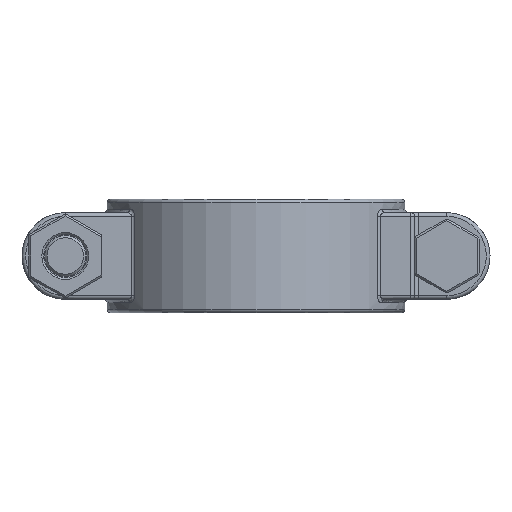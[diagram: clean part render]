
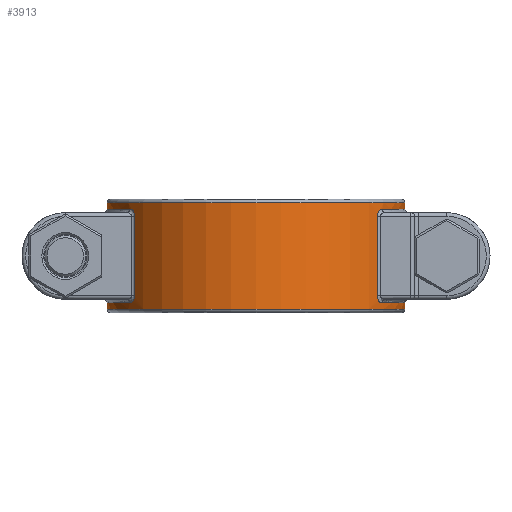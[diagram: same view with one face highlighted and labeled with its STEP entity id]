
A CAD part, front view. The second image highlights one B-rep face of the part: STEP entity #3913.
In plain terms, the highlighted cylindrical face has radius 32.334 mm (diameter 64.668 mm), a partial arc.
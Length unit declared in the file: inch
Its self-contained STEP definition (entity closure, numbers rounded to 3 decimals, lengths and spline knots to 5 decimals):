
#142=CARTESIAN_POINT('',(1.2726,0.03204,0.40125));
#143=VERTEX_POINT('',#142);
#162=CARTESIAN_POINT('',(1.07797,0.67713,0.40125));
#163=VERTEX_POINT('',#162);
#171=CARTESIAN_POINT('',(0.0,0.0,0.40125));
#172=DIRECTION('',(0.0,0.0,-1.0));
#173=DIRECTION('',(0.955,0.296,0.0));
#174=AXIS2_PLACEMENT_3D('',#171,#172,#173);
#175=CIRCLE('',#174,1.273);
#176=EDGE_CURVE('',#163,#143,#175,.T.);
#320=CARTESIAN_POINT('',(1.03716,0.73813,0.33875));
#321=VERTEX_POINT('',#320);
#329=CARTESIAN_POINT('',(1.03716,0.73813,0.33875));
#330=CARTESIAN_POINT('',(1.03716,0.73813,0.34388));
#331=CARTESIAN_POINT('',(1.03806,0.73686,0.35421));
#332=CARTESIAN_POINT('',(1.04184,0.73153,0.36827));
#333=CARTESIAN_POINT('',(1.04651,0.72482,0.3782));
#334=CARTESIAN_POINT('',(1.05309,0.71526,0.38824));
#335=CARTESIAN_POINT('',(1.06059,0.70412,0.3956));
#336=CARTESIAN_POINT('',(1.0699,0.68986,0.40034));
#337=CARTESIAN_POINT('',(1.07531,0.68137,0.40125));
#338=CARTESIAN_POINT('',(1.07797,0.67713,0.40125));
#339=B_SPLINE_CURVE_WITH_KNOTS('',3,(#329,#330,#331,#332,#333,#334,#335,#336,#337,#338),.UNSPECIFIED.,.F.,.U.,(4,1,1,1,1,1,1,4),(0.0,0.0391,0.07821,0.11731,0.13686,0.19552,0.23462,0.27373),.UNSPECIFIED.);
#340=EDGE_CURVE('',#321,#163,#339,.T.);
#408=CARTESIAN_POINT('',(1.03716,0.73813,-0.33875));
#409=VERTEX_POINT('',#408);
#417=CARTESIAN_POINT('',(1.03716,0.73813,-0.33875));
#418=DIRECTION('',(0.0,0.0,1.0));
#419=VECTOR('',#418,0.6775);
#420=LINE('',#417,#419);
#421=EDGE_CURVE('',#409,#321,#420,.T.);
#520=CARTESIAN_POINT('',(1.07797,0.67713,-0.40125));
#521=VERTEX_POINT('',#520);
#529=CARTESIAN_POINT('',(1.07797,0.67713,-0.40125));
#530=CARTESIAN_POINT('',(1.07265,0.68561,-0.40125));
#531=CARTESIAN_POINT('',(1.06446,0.69829,-0.39852));
#532=CARTESIAN_POINT('',(1.05435,0.71339,-0.38961));
#533=CARTESIAN_POINT('',(1.04861,0.72178,-0.38177));
#534=CARTESIAN_POINT('',(1.04468,0.72744,-0.37432));
#535=CARTESIAN_POINT('',(1.04121,0.7324,-0.36596));
#536=CARTESIAN_POINT('',(1.03807,0.73685,-0.35427));
#537=CARTESIAN_POINT('',(1.03716,0.73813,-0.34388));
#538=CARTESIAN_POINT('',(1.03716,0.73813,-0.33875));
#539=B_SPLINE_CURVE_WITH_KNOTS('',3,(#529,#530,#531,#532,#533,#534,#535,#536,#537,#538),.UNSPECIFIED.,.F.,.U.,(4,1,1,1,1,1,1,4),(0.0,0.0782,0.1173,0.1564,0.17595,0.1955,0.2346,0.2737),.UNSPECIFIED.);
#540=EDGE_CURVE('',#521,#409,#539,.T.);
#570=CARTESIAN_POINT('',(1.2726,0.03204,-0.40125));
#571=VERTEX_POINT('',#570);
#579=CARTESIAN_POINT('',(0.0,0.0,-0.40125));
#580=DIRECTION('',(0.0,0.0,1.0));
#581=DIRECTION('',(0.955,0.296,0.0));
#582=AXIS2_PLACEMENT_3D('',#579,#580,#581);
#583=CIRCLE('',#582,1.273);
#584=EDGE_CURVE('',#571,#521,#583,.T.);
#720=CARTESIAN_POINT('',(1.2726,0.03204,-0.45375));
#721=VERTEX_POINT('',#720);
#729=CARTESIAN_POINT('',(1.2726,0.03204,-0.45375));
#730=DIRECTION('',(0.0,0.0,1.0));
#731=VECTOR('',#730,0.0525);
#732=LINE('',#729,#731);
#733=EDGE_CURVE('',#721,#571,#732,.T.);
#886=CARTESIAN_POINT('',(-1.03716,0.73813,-0.33875));
#887=VERTEX_POINT('',#886);
#905=CARTESIAN_POINT('',(-1.03716,0.73813,0.33875));
#906=VERTEX_POINT('',#905);
#914=CARTESIAN_POINT('',(-1.03716,0.73813,0.33875));
#915=DIRECTION('',(0.0,0.0,-1.0));
#916=VECTOR('',#915,0.6775);
#917=LINE('',#914,#916);
#918=EDGE_CURVE('',#906,#887,#917,.T.);
#994=CARTESIAN_POINT('',(-1.07797,0.67713,-0.40125));
#995=VERTEX_POINT('',#994);
#1019=CARTESIAN_POINT('',(-1.03716,0.73813,-0.33875));
#1020=CARTESIAN_POINT('',(-1.03716,0.73813,-0.34388));
#1021=CARTESIAN_POINT('',(-1.03807,0.73685,-0.35427));
#1022=CARTESIAN_POINT('',(-1.04122,0.7324,-0.36598));
#1023=CARTESIAN_POINT('',(-1.04468,0.72745,-0.37433));
#1024=CARTESIAN_POINT('',(-1.05059,0.71892,-0.38554));
#1025=CARTESIAN_POINT('',(-1.0593,0.70611,-0.39497));
#1026=CARTESIAN_POINT('',(-1.06991,0.68985,-0.40033));
#1027=CARTESIAN_POINT('',(-1.07531,0.68137,-0.40125));
#1028=CARTESIAN_POINT('',(-1.07797,0.67713,-0.40125));
#1029=B_SPLINE_CURVE_WITH_KNOTS('',3,(#1019,#1020,#1021,#1022,#1023,#1024,#1025,#1026,#1027,#1028),.UNSPECIFIED.,.F.,.U.,(4,1,1,1,1,1,1,4),(0.,0.0391,0.0782,0.09775,0.1173,0.1955,0.2346,0.2737),.UNSPECIFIED.);
#1030=EDGE_CURVE('',#887,#995,#1029,.T.);
#1122=CARTESIAN_POINT('',(-1.07797,0.67713,0.40125));
#1123=VERTEX_POINT('',#1122);
#1131=CARTESIAN_POINT('',(-1.07797,0.67713,0.40125));
#1132=CARTESIAN_POINT('',(-1.07265,0.68561,0.40125));
#1133=CARTESIAN_POINT('',(-1.06446,0.69829,0.39852));
#1134=CARTESIAN_POINT('',(-1.05435,0.71339,0.38961));
#1135=CARTESIAN_POINT('',(-1.04861,0.72178,0.38177));
#1136=CARTESIAN_POINT('',(-1.04468,0.72744,0.37432));
#1137=CARTESIAN_POINT('',(-1.04121,0.7324,0.36596));
#1138=CARTESIAN_POINT('',(-1.03807,0.73685,0.35427));
#1139=CARTESIAN_POINT('',(-1.03716,0.73813,0.34388));
#1140=CARTESIAN_POINT('',(-1.03716,0.73813,0.33875));
#1141=B_SPLINE_CURVE_WITH_KNOTS('',3,(#1131,#1132,#1133,#1134,#1135,#1136,#1137,#1138,#1139,#1140),.UNSPECIFIED.,.F.,.U.,(4,1,1,1,1,1,1,4),(0.0,0.0782,0.1173,0.1564,0.17595,0.1955,0.2346,0.2737),.UNSPECIFIED.);
#1142=EDGE_CURVE('',#1123,#906,#1141,.T.);
#1170=CARTESIAN_POINT('',(-1.2726,0.03204,-0.40125));
#1171=VERTEX_POINT('',#1170);
#1189=CARTESIAN_POINT('',(0.0,0.0,-0.40125));
#1190=DIRECTION('',(0.0,0.0,1.0));
#1191=DIRECTION('',(-0.955,0.296,0.0));
#1192=AXIS2_PLACEMENT_3D('',#1189,#1190,#1191);
#1193=CIRCLE('',#1192,1.273);
#1194=EDGE_CURVE('',#995,#1171,#1193,.T.);
#1224=CARTESIAN_POINT('',(-1.2726,0.03204,0.40125));
#1225=VERTEX_POINT('',#1224);
#1233=CARTESIAN_POINT('',(0.0,0.0,0.40125));
#1234=DIRECTION('',(0.0,0.0,-1.0));
#1235=DIRECTION('',(-0.955,0.296,0.0));
#1236=AXIS2_PLACEMENT_3D('',#1233,#1234,#1235);
#1237=CIRCLE('',#1236,1.273);
#1238=EDGE_CURVE('',#1225,#1123,#1237,.T.);
#1482=CARTESIAN_POINT('',(-1.2726,0.03204,0.45375));
#1483=VERTEX_POINT('',#1482);
#1491=CARTESIAN_POINT('',(-1.2726,0.03204,0.45375));
#1492=DIRECTION('',(0.0,0.0,-1.0));
#1493=VECTOR('',#1492,0.0525);
#1494=LINE('',#1491,#1493);
#1495=EDGE_CURVE('',#1483,#1225,#1494,.T.);
#2990=CARTESIAN_POINT('',(-1.2726,0.03204,-0.45375));
#2991=VERTEX_POINT('',#2990);
#2992=CARTESIAN_POINT('',(-1.2726,0.03204,-0.40125));
#2993=DIRECTION('',(0.0,0.0,-1.0));
#2994=VECTOR('',#2993,0.0525);
#2995=LINE('',#2992,#2994);
#2996=EDGE_CURVE('',#1171,#2991,#2995,.T.);
#3638=CARTESIAN_POINT('',(1.2726,0.03204,0.45375));
#3639=VERTEX_POINT('',#3638);
#3647=CARTESIAN_POINT('',(0.0,0.0,0.45375));
#3648=DIRECTION('',(0.0,0.0,1.0));
#3649=DIRECTION('',(1.0,0.0,0.0));
#3650=AXIS2_PLACEMENT_3D('',#3647,#3648,#3649);
#3651=CIRCLE('',#3650,1.273);
#3652=EDGE_CURVE('',#3639,#1483,#3651,.T.);
#3879=CARTESIAN_POINT('',(0.0,0.0,0.));
#3880=DIRECTION('',(0.0,0.0,1.0));
#3881=DIRECTION('',(1.0,0.0,0.0));
#3882=AXIS2_PLACEMENT_3D('',#3879,#3880,#3881);
#3883=CYLINDRICAL_SURFACE('',#3882,1.273);
#3884=ORIENTED_EDGE('',*,*,#584,.F.);
#3885=ORIENTED_EDGE('',*,*,#733,.F.);
#3886=CARTESIAN_POINT('',(0.0,0.0,-0.45375));
#3887=DIRECTION('',(0.0,0.0,1.0));
#3888=DIRECTION('',(1.0,0.0,0.0));
#3889=AXIS2_PLACEMENT_3D('',#3886,#3887,#3888);
#3890=CIRCLE('',#3889,1.273);
#3891=EDGE_CURVE('',#721,#2991,#3890,.T.);
#3892=ORIENTED_EDGE('',*,*,#3891,.T.);
#3893=ORIENTED_EDGE('',*,*,#2996,.F.);
#3894=ORIENTED_EDGE('',*,*,#1194,.F.);
#3895=ORIENTED_EDGE('',*,*,#1030,.F.);
#3896=ORIENTED_EDGE('',*,*,#918,.F.);
#3897=ORIENTED_EDGE('',*,*,#1142,.F.);
#3898=ORIENTED_EDGE('',*,*,#1238,.F.);
#3899=ORIENTED_EDGE('',*,*,#1495,.F.);
#3900=ORIENTED_EDGE('',*,*,#3652,.F.);
#3901=CARTESIAN_POINT('',(1.2726,0.03204,0.40125));
#3902=DIRECTION('',(0.0,0.0,1.0));
#3903=VECTOR('',#3902,0.0525);
#3904=LINE('',#3901,#3903);
#3905=EDGE_CURVE('',#143,#3639,#3904,.T.);
#3906=ORIENTED_EDGE('',*,*,#3905,.F.);
#3907=ORIENTED_EDGE('',*,*,#176,.F.);
#3908=ORIENTED_EDGE('',*,*,#340,.F.);
#3909=ORIENTED_EDGE('',*,*,#421,.F.);
#3910=ORIENTED_EDGE('',*,*,#540,.F.);
#3911=EDGE_LOOP('',(#3884,#3885,#3892,#3893,#3894,#3895,#3896,#3897,#3898,#3899,#3900,#3906,#3907,#3908,#3909,#3910));
#3912=FACE_OUTER_BOUND('',#3911,.T.);
#3913=ADVANCED_FACE('',(#3912),#3883,.T.);
